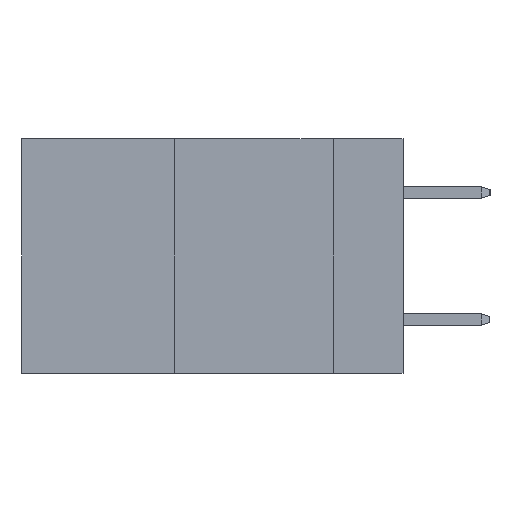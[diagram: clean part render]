
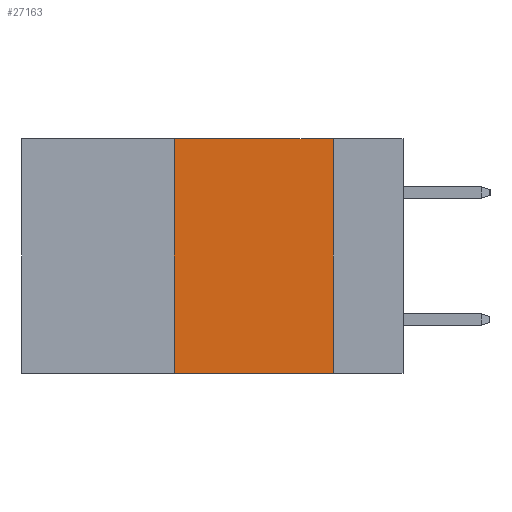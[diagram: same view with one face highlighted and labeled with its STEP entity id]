
A CAD part, left-side view. The second image highlights one B-rep face of the part: STEP entity #27163.
In plain terms, the highlighted planar face has unit normal (-1, 0, 0).
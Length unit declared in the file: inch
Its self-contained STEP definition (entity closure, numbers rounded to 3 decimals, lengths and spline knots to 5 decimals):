
#1721 = CARTESIAN_POINT ( 'NONE',  ( 0., 0.36, 0. ) ) ;
#2875 = CARTESIAN_POINT ( 'NONE',  ( 0., 0.11, 0. ) ) ;
#4001 = ORIENTED_EDGE ( 'NONE', *, *, #15582, .T. ) ;
#4568 = CARTESIAN_POINT ( 'NONE',  ( 0., 0.11, 0. ) ) ;
#6669 = LINE ( 'NONE', #20934, #26895 ) ;
#10617 = ORIENTED_EDGE ( 'NONE', *, *, #34446, .F. ) ;
#13390 = VERTEX_POINT ( 'NONE', #2875 ) ;
#14611 = VERTEX_POINT ( 'NONE', #28417 ) ;
#15477 = FACE_OUTER_BOUND ( 'NONE', #29588, .T. ) ;
#15582 = EDGE_CURVE ( 'NONE', #28970, #14611, #29687, .T. ) ;
#19820 = AXIS2_PLACEMENT_3D ( 'NONE', #33469, #37452, #44024 ) ;
#20934 = CARTESIAN_POINT ( 'NONE',  ( 0., 0.6, 0. ) ) ;
#21095 = VECTOR ( 'NONE', #30239, 39.37008 ) ;
#22954 = PLANE ( 'NONE',  #19820 ) ;
#25260 = CARTESIAN_POINT ( 'NONE',  ( 0., 0.6, -0.37 ) ) ;
#26895 = VECTOR ( 'NONE', #35183, 39.37008 ) ;
#27163 = ADVANCED_FACE ( 'NONE', ( #15477 ), #22954, .F. ) ;
#28417 = CARTESIAN_POINT ( 'NONE',  ( 0., 0.11, -0.37 ) ) ;
#28970 = VERTEX_POINT ( 'NONE', #37852 ) ;
#29588 = EDGE_LOOP ( 'NONE', ( #41807, #10617, #40572, #4001 ) ) ;
#29687 = LINE ( 'NONE', #25260, #35014 ) ;
#30239 = DIRECTION ( 'NONE',  ( 0., 0., 1. ) ) ;
#32736 = DIRECTION ( 'NONE',  ( 0., -1., 0. ) ) ;
#33083 = DIRECTION ( 'NONE',  ( 0., 0., -1. ) ) ;
#33469 = CARTESIAN_POINT ( 'NONE',  ( 0., 0.6, 0. ) ) ;
#33633 = VERTEX_POINT ( 'NONE', #43262 ) ;
#34446 = EDGE_CURVE ( 'NONE', #33633, #13390, #6669, .T. ) ;
#35014 = VECTOR ( 'NONE', #32736, 39.37008 ) ;
#35183 = DIRECTION ( 'NONE',  ( 0., -1., 0. ) ) ;
#35233 = VECTOR ( 'NONE', #33083, 39.37008 ) ;
#37038 = LINE ( 'NONE', #1721, #21095 ) ;
#37452 = DIRECTION ( 'NONE',  ( 1., 0., 0. ) ) ;
#37852 = CARTESIAN_POINT ( 'NONE',  ( 0., 0.36, -0.37 ) ) ;
#40572 = ORIENTED_EDGE ( 'NONE', *, *, #42376, .F. ) ;
#40581 = LINE ( 'NONE', #4568, #35233 ) ;
#41807 = ORIENTED_EDGE ( 'NONE', *, *, #43637, .F. ) ;
#42376 = EDGE_CURVE ( 'NONE', #28970, #33633, #37038, .T. ) ;
#43262 = CARTESIAN_POINT ( 'NONE',  ( 0., 0.36, 0. ) ) ;
#43637 = EDGE_CURVE ( 'NONE', #13390, #14611, #40581, .T. ) ;
#44024 = DIRECTION ( 'NONE',  ( 0., 0., -1. ) ) ;
